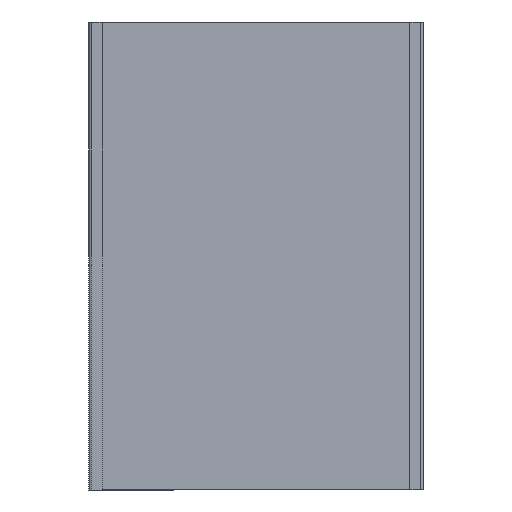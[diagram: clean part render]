
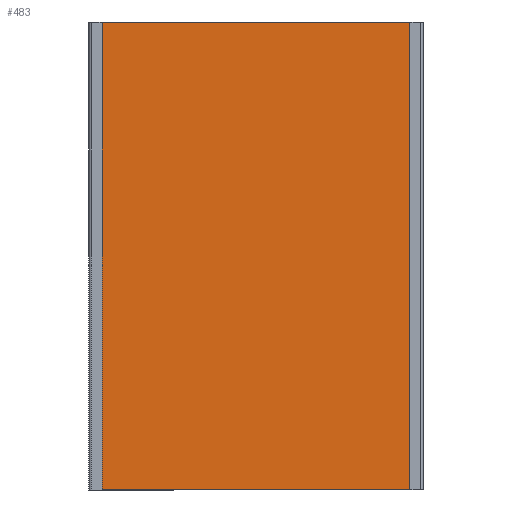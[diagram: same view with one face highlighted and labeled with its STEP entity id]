
A CAD part, left-side view. The second image highlights one B-rep face of the part: STEP entity #483.
In plain terms, the highlighted planar face has unit normal (-1, 0, 0).
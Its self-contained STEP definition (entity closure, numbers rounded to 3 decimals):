
#10 = CARTESIAN_POINT ( 'NONE',  ( -124.3, 1.8, 0. ) ) ;
#17 = CARTESIAN_POINT ( 'NONE',  ( -124.3, 248.001, 0. ) ) ;
#47 = ORIENTED_EDGE ( 'NONE', *, *, #939, .T. ) ;
#50 = LINE ( 'NONE', #987, #915 ) ;
#84 = EDGE_CURVE ( 'NONE', #119, #705, #253, .T. ) ;
#119 = VERTEX_POINT ( 'NONE', #735 ) ;
#244 = VECTOR ( 'NONE', #660, 1000. ) ;
#245 = VECTOR ( 'NONE', #497, 1000. ) ;
#253 = LINE ( 'NONE', #10, #245 ) ;
#290 = DIRECTION ( 'NONE',  ( 0., 0., -1. ) ) ;
#297 = EDGE_CURVE ( 'NONE', #602, #578, #494, .T. ) ;
#341 = DIRECTION ( 'NONE',  ( 0., 0., 1. ) ) ;
#387 = FACE_OUTER_BOUND ( 'NONE', #430, .T. ) ;
#417 = CARTESIAN_POINT ( 'NONE',  ( -124.3, 286.7, -175. ) ) ;
#430 = EDGE_LOOP ( 'NONE', ( #753, #47, #847, #759 ) ) ;
#483 = ADVANCED_FACE ( 'NONE', ( #387 ), #1011, .F. ) ;
#494 = LINE ( 'NONE', #17, #929 ) ;
#497 = DIRECTION ( 'NONE',  ( 0., 0., 1. ) ) ;
#578 = VERTEX_POINT ( 'NONE', #914 ) ;
#602 = VERTEX_POINT ( 'NONE', #715 ) ;
#660 = DIRECTION ( 'NONE',  ( 0., -1., 0. ) ) ;
#665 = CARTESIAN_POINT ( 'NONE',  ( -124.3, 1.8, 175. ) ) ;
#705 = VERTEX_POINT ( 'NONE', #665 ) ;
#715 = CARTESIAN_POINT ( 'NONE',  ( -124.3, 248.001, -175. ) ) ;
#735 = CARTESIAN_POINT ( 'NONE',  ( -124.3, 1.8, -175. ) ) ;
#753 = ORIENTED_EDGE ( 'NONE', *, *, #297, .F. ) ;
#758 = DIRECTION ( 'NONE',  ( 0., 1., 0. ) ) ;
#759 = ORIENTED_EDGE ( 'NONE', *, *, #873, .T. ) ;
#847 = ORIENTED_EDGE ( 'NONE', *, *, #84, .T. ) ;
#858 = CARTESIAN_POINT ( 'NONE',  ( -124.3, 124.9, 0. ) ) ;
#873 = EDGE_CURVE ( 'NONE', #705, #578, #50, .T. ) ;
#914 = CARTESIAN_POINT ( 'NONE',  ( -124.3, 248.001, 175. ) ) ;
#915 = VECTOR ( 'NONE', #758, 1000. ) ;
#929 = VECTOR ( 'NONE', #341, 1000. ) ;
#939 = EDGE_CURVE ( 'NONE', #602, #119, #978, .T. ) ;
#957 = AXIS2_PLACEMENT_3D ( 'NONE', #858, #1006, #290 ) ;
#978 = LINE ( 'NONE', #417, #244 ) ;
#987 = CARTESIAN_POINT ( 'NONE',  ( -124.3, 286.7, 175. ) ) ;
#1006 = DIRECTION ( 'NONE',  ( 1., 0., 0. ) ) ;
#1011 = PLANE ( 'NONE',  #957 ) ;
